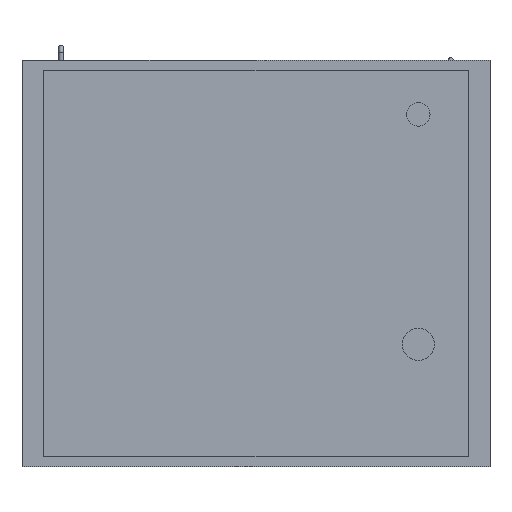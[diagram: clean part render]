
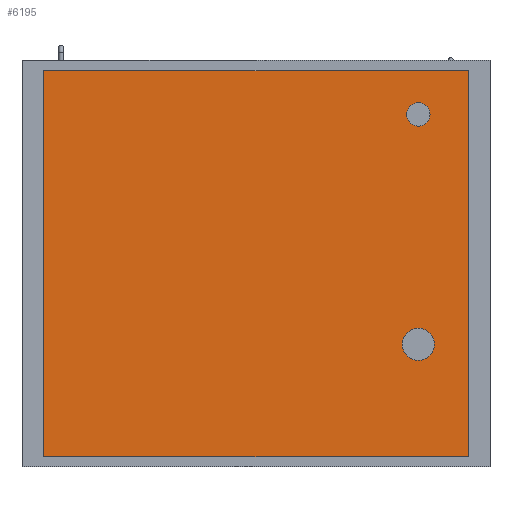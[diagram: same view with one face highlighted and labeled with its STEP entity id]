
A CAD part, front view. The second image highlights one B-rep face of the part: STEP entity #6195.
In plain terms, the highlighted planar face has unit normal (0, -1, 0).
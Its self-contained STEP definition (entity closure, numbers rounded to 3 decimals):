
#96=FACE_BOUND('',#807,.T.);
#97=FACE_BOUND('',#808,.T.);
#117=PLANE('',#6637);
#429=FACE_OUTER_BOUND('',#806,.T.);
#806=EDGE_LOOP('',(#4383,#4384,#4385,#4386));
#807=EDGE_LOOP('',(#4387,#4388));
#808=EDGE_LOOP('',(#4389,#4390));
#1191=LINE('',#8998,#1937);
#1195=LINE('',#9006,#1941);
#1198=LINE('',#9012,#1944);
#1201=LINE('',#9017,#1947);
#1937=VECTOR('',#7195,10.);
#1941=VECTOR('',#7201,10.);
#1944=VECTOR('',#7206,10.);
#1947=VECTOR('',#7211,10.);
#2671=CIRCLE('',#6618,20.);
#2672=CIRCLE('',#6619,20.);
#2675=CIRCLE('',#6624,27.5);
#2676=CIRCLE('',#6625,27.5);
#2823=VERTEX_POINT('',#8953);
#2824=VERTEX_POINT('',#8955);
#2827=VERTEX_POINT('',#8964);
#2828=VERTEX_POINT('',#8966);
#2837=VERTEX_POINT('',#8996);
#2838=VERTEX_POINT('',#8997);
#2841=VERTEX_POINT('',#9005);
#2843=VERTEX_POINT('',#9011);
#3428=EDGE_CURVE('',#2824,#2823,#2671,.T.);
#3429=EDGE_CURVE('',#2823,#2824,#2672,.T.);
#3433=EDGE_CURVE('',#2828,#2827,#2675,.T.);
#3434=EDGE_CURVE('',#2827,#2828,#2676,.T.);
#3447=EDGE_CURVE('',#2837,#2838,#1191,.T.);
#3451=EDGE_CURVE('',#2841,#2837,#1195,.T.);
#3454=EDGE_CURVE('',#2843,#2841,#1198,.T.);
#3457=EDGE_CURVE('',#2838,#2843,#1201,.T.);
#4383=ORIENTED_EDGE('',*,*,#3457,.F.);
#4384=ORIENTED_EDGE('',*,*,#3447,.F.);
#4385=ORIENTED_EDGE('',*,*,#3451,.F.);
#4386=ORIENTED_EDGE('',*,*,#3454,.F.);
#4387=ORIENTED_EDGE('',*,*,#3428,.T.);
#4388=ORIENTED_EDGE('',*,*,#3429,.T.);
#4389=ORIENTED_EDGE('',*,*,#3433,.T.);
#4390=ORIENTED_EDGE('',*,*,#3434,.T.);
#6195=ADVANCED_FACE('',(#429,#96,#97),#117,.F.);
#6618=AXIS2_PLACEMENT_3D('',#8956,#7152,#7153);
#6619=AXIS2_PLACEMENT_3D('',#8957,#7154,#7155);
#6624=AXIS2_PLACEMENT_3D('',#8967,#7165,#7166);
#6625=AXIS2_PLACEMENT_3D('',#8968,#7167,#7168);
#6637=AXIS2_PLACEMENT_3D('',#9020,#7215,#7216);
#7152=DIRECTION('center_axis',(0.,1.,0.));
#7153=DIRECTION('ref_axis',(1.,0.,0.));
#7154=DIRECTION('center_axis',(0.,1.,0.));
#7155=DIRECTION('ref_axis',(1.,0.,0.));
#7165=DIRECTION('center_axis',(0.,1.,0.));
#7166=DIRECTION('ref_axis',(1.,0.,0.));
#7167=DIRECTION('center_axis',(0.,1.,0.));
#7168=DIRECTION('ref_axis',(1.,0.,0.));
#7195=DIRECTION('',(0.,0.,1.));
#7201=DIRECTION('',(-1.,0.,0.));
#7206=DIRECTION('',(0.,0.,-1.));
#7211=DIRECTION('',(1.,0.,0.));
#7215=DIRECTION('center_axis',(0.,1.,0.));
#7216=DIRECTION('ref_axis',(0.,0.,1.));
#8953=CARTESIAN_POINT('',(257.5,0.,255.));
#8955=CARTESIAN_POINT('',(297.5,0.,255.));
#8956=CARTESIAN_POINT('Origin',(277.5,0.,255.));
#8957=CARTESIAN_POINT('Origin',(277.5,0.,255.));
#8964=CARTESIAN_POINT('',(250.,0.,-138.));
#8966=CARTESIAN_POINT('',(305.,0.,-138.));
#8967=CARTESIAN_POINT('Origin',(277.5,0.,-138.));
#8968=CARTESIAN_POINT('Origin',(277.5,0.,-138.));
#8996=CARTESIAN_POINT('',(-362.5,0.,-330.));
#8997=CARTESIAN_POINT('',(-362.5,0.,330.));
#8998=CARTESIAN_POINT('',(-362.5,0.,-330.));
#9005=CARTESIAN_POINT('',(362.5,0.,-330.));
#9006=CARTESIAN_POINT('',(362.5,0.,-330.));
#9011=CARTESIAN_POINT('',(362.5,0.,330.));
#9012=CARTESIAN_POINT('',(362.5,0.,330.));
#9017=CARTESIAN_POINT('',(-362.5,0.,330.));
#9020=CARTESIAN_POINT('Origin',(0.,0.,0.));
